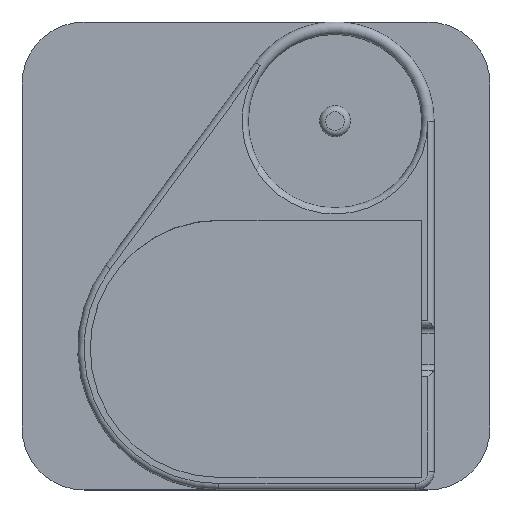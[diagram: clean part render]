
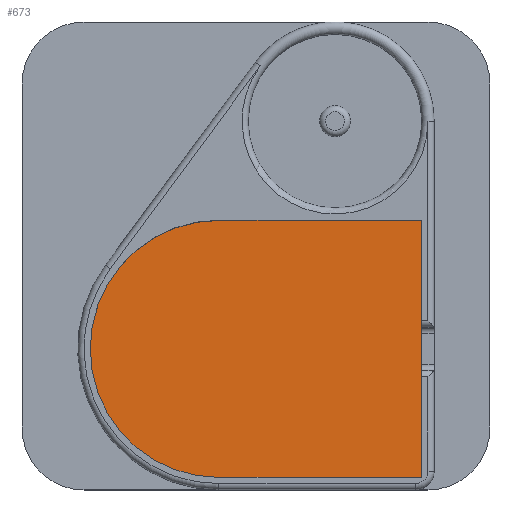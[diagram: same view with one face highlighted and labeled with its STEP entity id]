
A CAD part, top view. The second image highlights one B-rep face of the part: STEP entity #673.
In plain terms, the highlighted planar face has unit normal (0, 0, 1).
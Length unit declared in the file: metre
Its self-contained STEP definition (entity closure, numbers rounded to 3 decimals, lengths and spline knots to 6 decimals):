
#47=CIRCLE('',#733,0.02075);
#154=ORIENTED_EDGE('',*,*,#304,.T.);
#155=ORIENTED_EDGE('',*,*,#279,.T.);
#156=ORIENTED_EDGE('',*,*,#302,.F.);
#157=ORIENTED_EDGE('',*,*,#307,.T.);
#279=EDGE_CURVE('',#378,#377,#437,.T.);
#302=EDGE_CURVE('',#397,#377,#453,.T.);
#304=EDGE_CURVE('',#398,#378,#455,.T.);
#307=EDGE_CURVE('',#397,#398,#47,.T.);
#377=VERTEX_POINT('',#1037);
#378=VERTEX_POINT('',#1039);
#397=VERTEX_POINT('',#1085);
#398=VERTEX_POINT('',#1090);
#437=LINE('',#1038,#496);
#453=LINE('',#1086,#512);
#455=LINE('',#1089,#514);
#496=VECTOR('',#812,1.);
#512=VECTOR('',#852,1.);
#514=VECTOR('',#856,1.);
#564=EDGE_LOOP('',(#154,#155,#156,#157));
#610=FACE_BOUND('',#564,.T.);
#650=PLANE('',#750);
#673=ADVANCED_FACE('',(#610),#650,.T.);
#733=AXIS2_PLACEMENT_3D('',#1095,#861,#862);
#750=AXIS2_PLACEMENT_3D('',#1151,#911,#912);
#812=DIRECTION('',(0.,1.,0.));
#852=DIRECTION('',(1.,0.,0.));
#856=DIRECTION('',(1.,0.,0.));
#861=DIRECTION('',(0.,0.,1.));
#862=DIRECTION('',(1.,0.,0.));
#911=DIRECTION('',(0.,0.,1.));
#912=DIRECTION('',(1.,0.,0.));
#1037=CARTESIAN_POINT('',(-0.022951,0.021829,0.002));
#1038=CARTESIAN_POINT('',(-0.022951,0.001079,0.002));
#1039=CARTESIAN_POINT('',(-0.022951,-0.019671,0.002));
#1085=CARTESIAN_POINT('',(-0.055701,0.021829,0.002));
#1086=CARTESIAN_POINT('',(-0.051038,0.021829,0.002));
#1089=CARTESIAN_POINT('',(-0.051038,-0.019671,0.002));
#1090=CARTESIAN_POINT('',(-0.055701,-0.019671,0.002));
#1095=CARTESIAN_POINT('',(-0.055701,0.001079,0.002));
#1151=CARTESIAN_POINT('',(-0.049701,0.016079,0.002));
